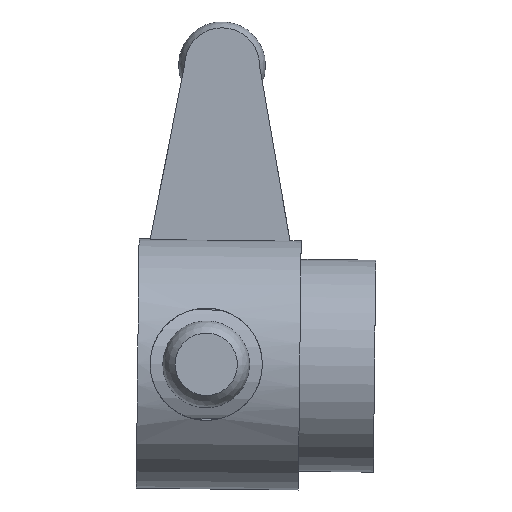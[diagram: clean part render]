
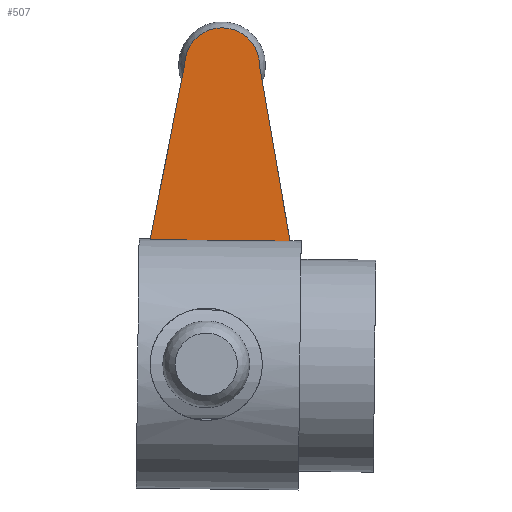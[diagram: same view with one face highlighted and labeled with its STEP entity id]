
A CAD part, front view. The second image highlights one B-rep face of the part: STEP entity #507.
In plain terms, the highlighted face is planar.
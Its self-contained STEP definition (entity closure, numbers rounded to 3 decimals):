
#56=LINE('',#840,#81);
#57=LINE('',#844,#82);
#58=LINE('',#849,#83);
#81=VECTOR('',#656,10.);
#82=VECTOR('',#661,10.);
#83=VECTOR('',#666,10.);
#114=FACE_OUTER_BOUND('',#152,.T.);
#152=EDGE_LOOP('',(#354,#355,#356,#357,#358));
#197=CIRCLE('',#565,1.5);
#198=CIRCLE('',#566,1.5);
#236=VERTEX_POINT('',#837);
#237=VERTEX_POINT('',#839);
#238=VERTEX_POINT('',#843);
#239=VERTEX_POINT('',#845);
#240=VERTEX_POINT('',#847);
#280=EDGE_CURVE('',#236,#237,#56,.T.);
#282=EDGE_CURVE('',#237,#238,#57,.T.);
#283=EDGE_CURVE('',#239,#236,#197,.T.);
#284=EDGE_CURVE('',#240,#239,#198,.T.);
#285=EDGE_CURVE('',#238,#240,#58,.T.);
#354=ORIENTED_EDGE('',*,*,#282,.F.);
#355=ORIENTED_EDGE('',*,*,#280,.F.);
#356=ORIENTED_EDGE('',*,*,#283,.F.);
#357=ORIENTED_EDGE('',*,*,#284,.F.);
#358=ORIENTED_EDGE('',*,*,#285,.F.);
#489=PLANE('',#564);
#507=ADVANCED_FACE('',(#114),#489,.F.);
#564=AXIS2_PLACEMENT_3D('',#842,#659,#660);
#565=AXIS2_PLACEMENT_3D('',#846,#662,#663);
#566=AXIS2_PLACEMENT_3D('',#848,#664,#665);
#656=DIRECTION('',(0.,-0.983,-0.183));
#659=DIRECTION('center_axis',(-1.,0.,0.));
#660=DIRECTION('ref_axis',(0.,0.,1.));
#661=DIRECTION('',(0.,0.,1.));
#662=DIRECTION('center_axis',(-1.,0.,0.));
#663=DIRECTION('ref_axis',(0.,-1.,0.));
#664=DIRECTION('center_axis',(-1.,0.,0.));
#665=DIRECTION('ref_axis',(0.,-1.,0.));
#666=DIRECTION('',(0.,0.983,-0.183));
#837=CARTESIAN_POINT('',(25.683,-6.439,-80.528));
#839=CARTESIAN_POINT('',(25.683,-13.468,-81.833));
#840=CARTESIAN_POINT('',(25.683,-10.187,-81.224));
#842=CARTESIAN_POINT('Origin',(25.683,-13.943,-81.898));
#843=CARTESIAN_POINT('',(25.683,-13.468,-76.222));
#844=CARTESIAN_POINT('',(25.683,-13.468,-80.778));
#845=CARTESIAN_POINT('',(25.683,-4.943,-79.028));
#846=CARTESIAN_POINT('Origin',(25.683,-6.443,-79.028));
#847=CARTESIAN_POINT('',(25.683,-6.439,-77.528));
#848=CARTESIAN_POINT('Origin',(25.683,-6.443,-79.028));
#849=CARTESIAN_POINT('',(25.683,-13.171,-76.277));
